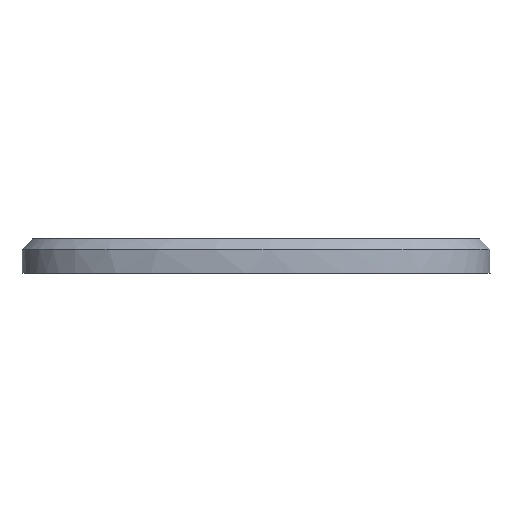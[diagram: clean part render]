
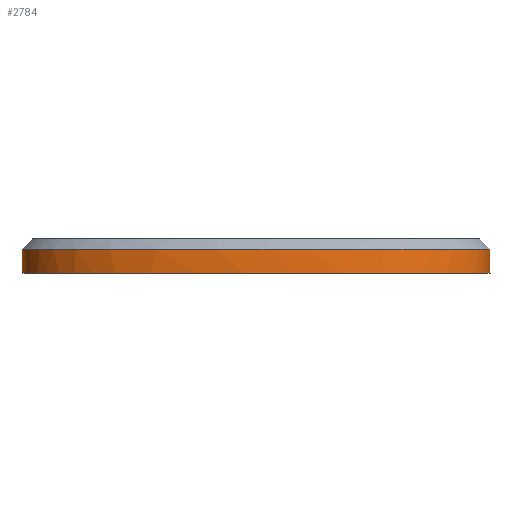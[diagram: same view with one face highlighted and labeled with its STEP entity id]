
A CAD part, front view. The second image highlights one B-rep face of the part: STEP entity #2784.
In plain terms, the highlighted free-form (B-spline) face has degree [3, 1] with [4, 2] control points.
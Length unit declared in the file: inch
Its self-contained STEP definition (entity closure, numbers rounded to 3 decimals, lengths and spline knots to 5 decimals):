
#52 = ORIENTED_EDGE ( 'NONE', *, *, #606, .T. ) ;
#105 = CARTESIAN_POINT ( 'NONE',  ( 0.6875, 0., 0.1 ) ) ;
#132 =( BOUNDED_CURVE ( )  B_SPLINE_CURVE ( 3, ( #2366, #335, #911, #1403 ),
 .UNSPECIFIED., .F., .F. ) 
 B_SPLINE_CURVE_WITH_KNOTS ( ( 4, 4 ),
 ( 0.5, 0.50119 ),
 .UNSPECIFIED. ) 
 CURVE ( )  GEOMETRIC_REPRESENTATION_ITEM ( )  RATIONAL_B_SPLINE_CURVE ( ( 1., 1., 1., 1. ) ) 
 REPRESENTATION_ITEM ( '' )  );
#172 = CARTESIAN_POINT ( 'NONE',  ( 0.6773, -0.74722, 0.07 ) ) ;
#174 =( BOUNDED_CURVE ( )  B_SPLINE_CURVE ( 3, ( #1961, #172, #1175, #2174 ),
 .UNSPECIFIED., .F., .T. ) 
 B_SPLINE_CURVE_WITH_KNOTS ( ( 4, 4 ),
 ( 0.50119, 1. ),
 .UNSPECIFIED. ) 
 CURVE ( )  GEOMETRIC_REPRESENTATION_ITEM ( )  RATIONAL_B_SPLINE_CURVE ( ( 1., 0.336, 0.336, 1. ) ) 
 REPRESENTATION_ITEM ( '' )  );
#280 = EDGE_LOOP ( 'NONE', ( #2251, #645, #382, #1119, #52 ) ) ;
#335 = CARTESIAN_POINT ( 'NONE',  ( 0.6875, -0.00093, 0.07 ) ) ;
#338 = CARTESIAN_POINT ( 'NONE',  ( -0.6875, -0.75, 0. ) ) ;
#356 = EDGE_CURVE ( 'NONE', #611, #2153, #3136, .T. ) ;
#382 = ORIENTED_EDGE ( 'NONE', *, *, #3123, .T. ) ;
#388 = CARTESIAN_POINT ( 'NONE',  ( 0.6875, 0., 0. ) ) ;
#445 = CARTESIAN_POINT ( 'NONE',  ( 0.68748, -0.0028, 0.07 ) ) ;
#598 = FACE_OUTER_BOUND ( 'NONE', #280, .T. ) ;
#606 = EDGE_CURVE ( 'NONE', #1051, #2153, #733, .T. ) ;
#611 = VERTEX_POINT ( 'NONE', #2574 ) ;
#638 = CARTESIAN_POINT ( 'NONE',  ( -0.6875, 0., 0. ) ) ;
#645 = ORIENTED_EDGE ( 'NONE', *, *, #2686, .T. ) ;
#733 =( BOUNDED_CURVE ( )  B_SPLINE_CURVE ( 3, ( #638, #338, #1599, #388 ),
 .UNSPECIFIED., .F., .F. ) 
 B_SPLINE_CURVE_WITH_KNOTS ( ( 4, 4 ),
 ( 0., 3.14159 ),
 .UNSPECIFIED. ) 
 CURVE ( )  GEOMETRIC_REPRESENTATION_ITEM ( )  RATIONAL_B_SPLINE_CURVE ( ( 1., 0.333, 0.333, 1. ) ) 
 REPRESENTATION_ITEM ( '' )  );
#773 = LINE ( 'NONE', #1781, #942 ) ;
#861 = CARTESIAN_POINT ( 'NONE',  ( 0.6875, 0., 0.07 ) ) ;
#911 = CARTESIAN_POINT ( 'NONE',  ( 0.68749, -0.00187, 0.07 ) ) ;
#942 = VECTOR ( 'NONE', #1273, 39.37008 ) ;
#984 = VECTOR ( 'NONE', #3153, 39.37008 ) ;
#1051 = VERTEX_POINT ( 'NONE', #2132 ) ;
#1119 = ORIENTED_EDGE ( 'NONE', *, *, #2590, .T. ) ;
#1175 = CARTESIAN_POINT ( 'NONE',  ( -0.6875, -0.74444, 0.07 ) ) ;
#1273 = DIRECTION ( 'NONE',  ( 0., 0., -1. ) ) ;
#1351 = CARTESIAN_POINT ( 'NONE',  ( 0.6875, -0.75, 0. ) ) ;
#1369 = CARTESIAN_POINT ( 'NONE',  ( 0.6875, 0., 0. ) ) ;
#1403 = CARTESIAN_POINT ( 'NONE',  ( 0.68748, -0.0028, 0.07 ) ) ;
#1596 = CARTESIAN_POINT ( 'NONE',  ( -0.6875, -0.75, 0.07 ) ) ;
#1599 = CARTESIAN_POINT ( 'NONE',  ( 0.6875, -0.75, 0. ) ) ;
#1636 = CARTESIAN_POINT ( 'NONE',  ( 0.6875, -0.75, 0.07 ) ) ;
#1781 = CARTESIAN_POINT ( 'NONE',  ( -0.6875, 0., 0.1 ) ) ;
#1961 = CARTESIAN_POINT ( 'NONE',  ( 0.68748, -0.0028, 0.07 ) ) ;
#2052 = VERTEX_POINT ( 'NONE', #2106 ) ;
#2106 = CARTESIAN_POINT ( 'NONE',  ( -0.6875, 0., 0.07 ) ) ;
#2132 = CARTESIAN_POINT ( 'NONE',  ( -0.6875, 0., 0. ) ) ;
#2153 = VERTEX_POINT ( 'NONE', #1369 ) ;
#2174 = CARTESIAN_POINT ( 'NONE',  ( -0.6875, 0., 0.07 ) ) ;
#2251 = ORIENTED_EDGE ( 'NONE', *, *, #356, .F. ) ;
#2309 = VERTEX_POINT ( 'NONE', #445 ) ;
#2348 = CARTESIAN_POINT ( 'NONE',  ( 0.6875, 0., 0. ) ) ;
#2366 = CARTESIAN_POINT ( 'NONE',  ( 0.6875, 0., 0.07 ) ) ;
#2574 = CARTESIAN_POINT ( 'NONE',  ( 0.6875, 0., 0.07 ) ) ;
#2589 = CARTESIAN_POINT ( 'NONE',  ( -0.6875, 0., 0. ) ) ;
#2590 = EDGE_CURVE ( 'NONE', #2052, #1051, #773, .T. ) ;
#2686 = EDGE_CURVE ( 'NONE', #611, #2309, #132, .T. ) ;
#2784 = ADVANCED_FACE ( 'NONE', ( #598 ), #3080, .F. ) ;
#2821 = CARTESIAN_POINT ( 'NONE',  ( -0.6875, -0.75, 0. ) ) ;
#3080 =( BOUNDED_SURFACE ( )  B_SPLINE_SURFACE ( 3, 1, ( 
 ( #3100, #2589 ),
 ( #1596, #2821 ),
 ( #1636, #1351 ),
 ( #861, #2348 ) ),
 .UNSPECIFIED., .F., .F., .T. ) 
 B_SPLINE_SURFACE_WITH_KNOTS ( ( 4, 4 ),
 ( 2, 2 ),
 ( 0., 1. ),
 ( 0., 1. ),
 .UNSPECIFIED. ) 
 GEOMETRIC_REPRESENTATION_ITEM ( )  RATIONAL_B_SPLINE_SURFACE ( (
 ( 1., 1.),
 ( 0.333, 0.333),
 ( 0.333, 0.333),
 ( 1., 1.) ) ) 
 REPRESENTATION_ITEM ( '' )  SURFACE ( )  );
#3100 = CARTESIAN_POINT ( 'NONE',  ( -0.6875, 0., 0.07 ) ) ;
#3123 = EDGE_CURVE ( 'NONE', #2309, #2052, #174, .T. ) ;
#3136 = LINE ( 'NONE', #105, #984 ) ;
#3153 = DIRECTION ( 'NONE',  ( 0., 0., -1. ) ) ;
